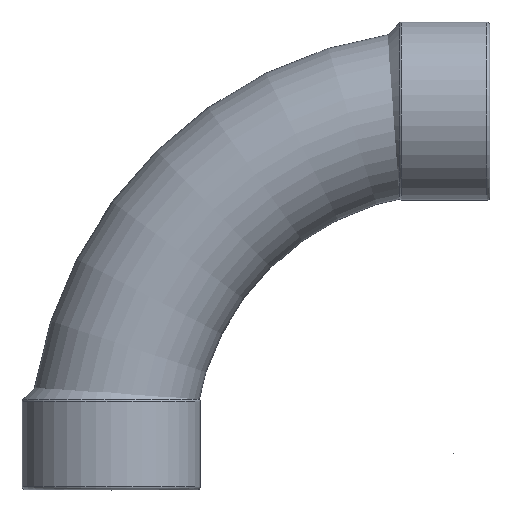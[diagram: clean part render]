
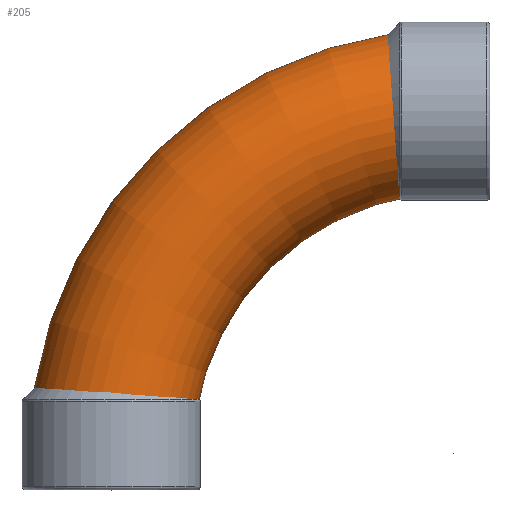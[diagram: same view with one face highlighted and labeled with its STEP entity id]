
A CAD part, top view. The second image highlights one B-rep face of the part: STEP entity #205.
In plain terms, the highlighted toroidal (fillet/blend) face has major radius 322 mm and minor radius 76.8 mm.
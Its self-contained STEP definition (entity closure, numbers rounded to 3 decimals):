
#205=ADVANCED_FACE('',(#342,#343),#344,.T.);
#342=FACE_OUTER_BOUND('',#462,.T.);
#343=FACE_OUTER_BOUND('',#463,.T.);
#344=TOROIDAL_SURFACE('',#464,322.,76.8);
#462=EDGE_LOOP('',(#623));
#463=EDGE_LOOP('',(#624));
#464=AXIS2_PLACEMENT_3D('',#625,#626,#627);
#623=ORIENTED_EDGE('',*,*,#672,.T.);
#624=ORIENTED_EDGE('',*,*,#686,.T.);
#625=CARTESIAN_POINT('',(0.,0.,0.));
#626=DIRECTION('',(0.,0.,-1.));
#627=DIRECTION('',(-1.,0.,0.));
#672=EDGE_CURVE('',#750,#750,#751,.T.);
#686=EDGE_CURVE('',#773,#773,#774,.T.);
#750=VERTEX_POINT('',#862);
#751=CIRCLE('',#863,76.8);
#773=VERTEX_POINT('',#885);
#774=CIRCLE('',#886,76.8);
#862=CARTESIAN_POINT('',(0.,245.2,0.));
#863=AXIS2_PLACEMENT_3D('',#953,#954,#955);
#885=CARTESIAN_POINT('',(-245.2,0.,0.));
#886=AXIS2_PLACEMENT_3D('',#980,#981,#982);
#953=CARTESIAN_POINT('',(0.,322.,0.));
#954=DIRECTION('',(-1.,0.,0.));
#955=DIRECTION('',(0.,-1.,0.));
#980=CARTESIAN_POINT('',(-322.,0.,0.));
#981=DIRECTION('',(0.,1.,0.));
#982=DIRECTION('',(1.,0.,0.));
